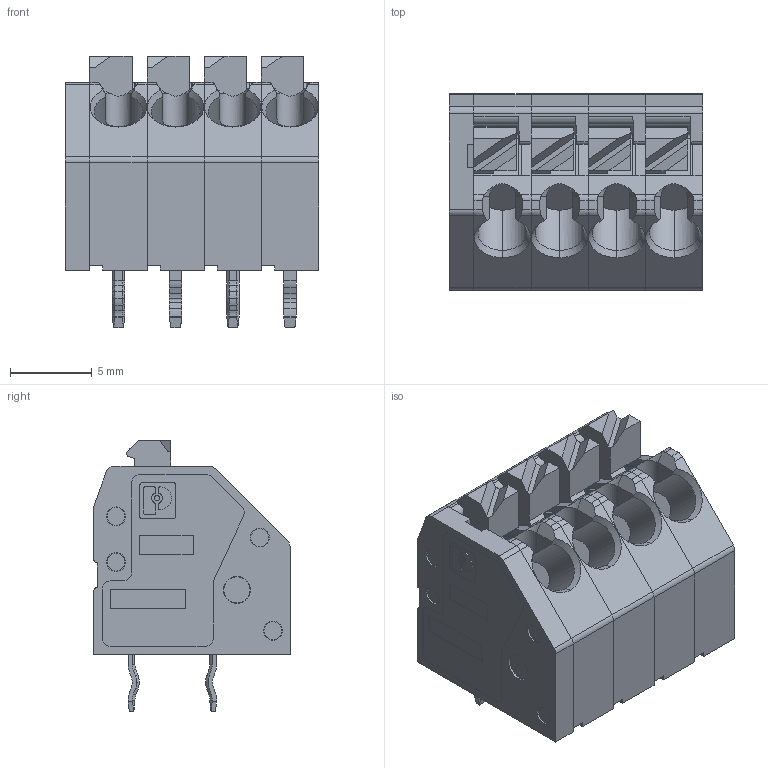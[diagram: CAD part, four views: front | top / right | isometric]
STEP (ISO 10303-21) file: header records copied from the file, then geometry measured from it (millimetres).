
FILE_DESCRIPTION(('STEP AP214'),'1');
FILE_NAME('cctmp_6B011A95-0EE1-4F70-8A13-AC4022A12771_2023_06_13_04_59_20_0849_5616..stp','2023-06-13T04:59:21',('PHOENIX CONTACT Deutschland GmbH'),('CADClick - www.CADClick.com'),'Spatial InterOp 3D',' ','unknown authorization');
FILE_SCHEMA(('AUTOMOTIVE_DESIGN'));
Length unit declared in the file: millimetre
Products named in the file (10): 2023_06_13_04_59_20_0427; 2023_06_13_04_59_20_0849; 2023_06_13_04_59_20_0833; 2023_06_13_04_59_20_0818; 2023_06_13_04_59_20_0802; 2023_06_13_04_59_20_0786; 2023_06_13_04_59_20_0771; 2023_06_13_04_59_20_0755; 2023_06_13_04_59_20_0739; 2023_06_13_04_59_20_0724
Assembly tree (9 placements, depth 2):
  2023_06_13_04_59_20_0427
    2023_06_13_04_59_20_0849
    2023_06_13_04_59_20_0833
    2023_06_13_04_59_20_0818
    2023_06_13_04_59_20_0802
    2023_06_13_04_59_20_0786
    2023_06_13_04_59_20_0771
    2023_06_13_04_59_20_0755
    2023_06_13_04_59_20_0739
    2023_06_13_04_59_20_0724
Bounding box: 15.5 x 12 x 16.6 mm (x, y, z)
Volume: 1707.5 mm3; surface area: 2666.9 mm2
Topology: 9 solids, 9 shells, 767 faces, 2012 edges, 1318 vertices
Faces by surface type: plane 434, cylinder 235, cone 98
Entity records: 30933 total; most frequent: CARTESIAN_POINT 5031, DIRECTION 4162, ORIENTED_EDGE 4024, EDGE_CURVE 2012, AXIS2_PLACEMENT_3D 1405, LINE 1352, VECTOR 1352, VERTEX_POINT 1318
